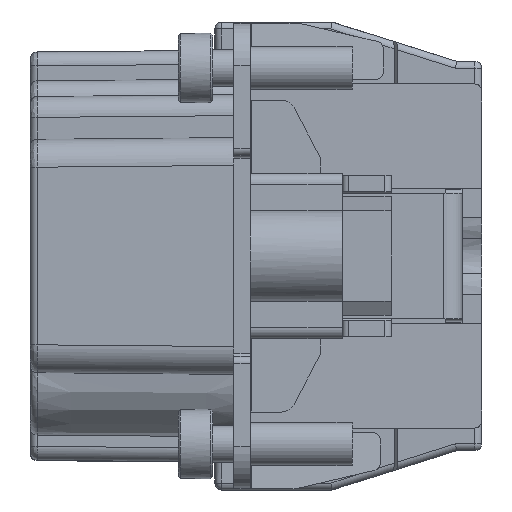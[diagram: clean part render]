
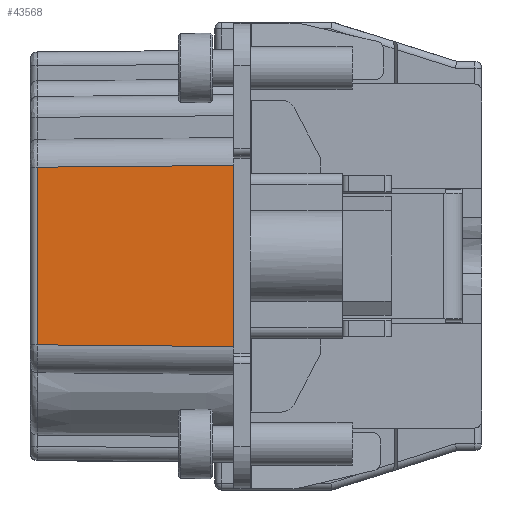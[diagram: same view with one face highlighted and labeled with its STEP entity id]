
A CAD part, left-side view. The second image highlights one B-rep face of the part: STEP entity #43568.
In plain terms, the highlighted planar face has unit normal (-1, 0.009, 0).
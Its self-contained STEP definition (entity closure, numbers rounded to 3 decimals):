
#8616=CARTESIAN_POINT('',(-31.827,15.704,6.377));
#8627=DIRECTION('',(0.,0.,1.));
#8628=VECTOR('',#8627,12.754);
#8629=CARTESIAN_POINT('',(-31.827,15.704,
-6.377));
#8630=LINE('',#8629,#8628);
#8631=DIRECTION('',(-0.009,-1.,0.009));
#8632=VECTOR('',#8631,14.105);
#8633=CARTESIAN_POINT('',(-31.827,15.704,6.377));
#8634=LINE('',#8633,#8632);
#8635=DIRECTION('',(0.,0.,1.));
#8636=VECTOR('',#8635,13.);
#8637=CARTESIAN_POINT('',(-31.95,1.6,-6.5));
#8638=LINE('',#8637,#8636);
#8639=DIRECTION('',(0.009,1.,0.009));
#8640=VECTOR('',#8639,14.105);
#8641=CARTESIAN_POINT('',(-31.95,1.6,-6.5));
#8642=LINE('',#8641,#8640);
#26580=CARTESIAN_POINT('',(-31.95,1.6,-6.5));
#26581=CARTESIAN_POINT('',(-31.95,1.6,6.5));
#26582=VERTEX_POINT('',#26580);
#26583=VERTEX_POINT('',#26581);
#26941=VERTEX_POINT('',#8616);
#26944=CARTESIAN_POINT('',(-31.827,15.704,
-6.377));
#26945=VERTEX_POINT('',#26944);
#43555=CARTESIAN_POINT('',(-31.95,1.6,-17.801));
#43556=DIRECTION('',(-1.,0.009,0.));
#43557=DIRECTION('',(0.,0.,1.));
#43558=AXIS2_PLACEMENT_3D('',#43555,#43556,#43557);
#43559=PLANE('',#43558);
#43561=ORIENTED_EDGE('',*,*,#43560,.T.);
#43562=ORIENTED_EDGE('',*,*,#43547,.T.);
#43563=ORIENTED_EDGE('',*,*,#35650,.F.);
#43565=ORIENTED_EDGE('',*,*,#43564,.T.);
#43566=EDGE_LOOP('',(#43561,#43562,#43563,#43565));
#43567=FACE_OUTER_BOUND('',#43566,.F.);
#43568=ADVANCED_FACE('',(#43567),#43559,.T.);
#35650=EDGE_CURVE('',#26582,#26583,#8638,.T.);
#43547=EDGE_CURVE('',#26941,#26583,#8634,.T.);
#43560=EDGE_CURVE('',#26945,#26941,#8630,.T.);
#43564=EDGE_CURVE('',#26582,#26945,#8642,.T.);
